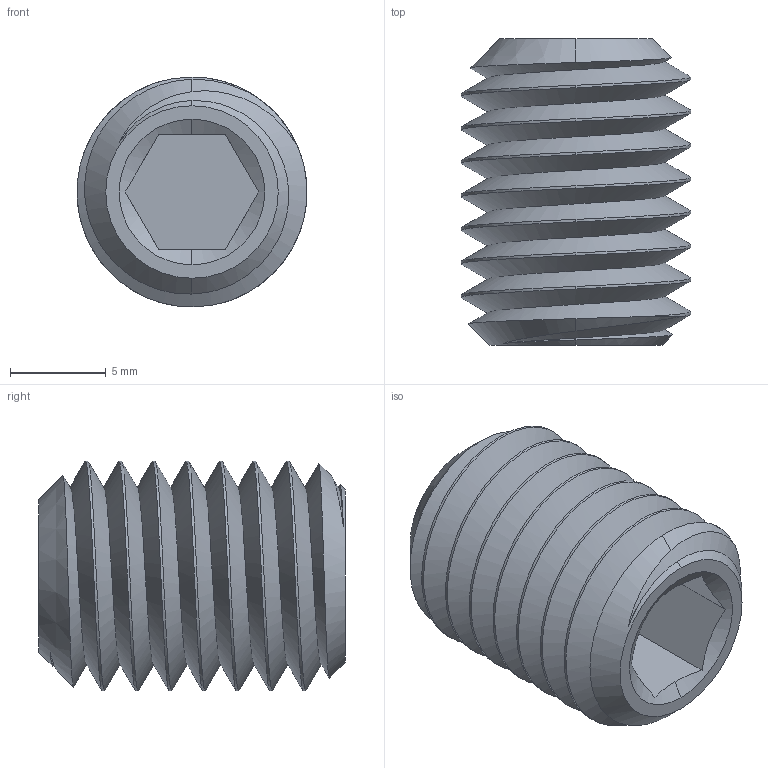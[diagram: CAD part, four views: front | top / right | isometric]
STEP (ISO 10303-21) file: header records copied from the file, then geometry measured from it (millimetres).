
FILE_DESCRIPTION (( 'STEP AP203' ), '1' );
FILE_NAME ('101.04.12_D_3D-Zeichnung.STEP', '2024-03-19T14:24:12', ( '' ), ( '' ), 'SwSTEP 2.0', 'SolidWorks 2023', '' );
FILE_SCHEMA (( 'CONFIG_CONTROL_DESIGN' ));
Length unit declared in the file: metre
Products named in the file (3): 101.04.12_D_3D-Zeichnung; 403.04.14_D_3D-Zeichnung.STEP; ___T12_M12x1.75_16L.STEP
Assembly tree (2 placements, depth 3):
  101.04.12_D_3D-Zeichnung
    403.04.14_D_3D-Zeichnung.STEP
      ___T12_M12x1.75_16L.STEP
Bounding box: 12 x 16 x 12 mm (x, y, z)
Volume: 1137.3 mm3; surface area: 1261.8 mm2
Topology: 1 solids, 1 shells, 36 faces, 100 edges, 66 vertices
Faces by surface type: cylinder 15, cone 10, plane 9, bspline 2
Entity records: 4280 total; most frequent: CARTESIAN_POINT 3177, ORIENTED_EDGE 196, DIRECTION 136, EDGE_CURVE 98, VERTEX_POINT 66, AXIS2_PLACEMENT_3D 50, EDGE_LOOP 38, VECTOR 36
